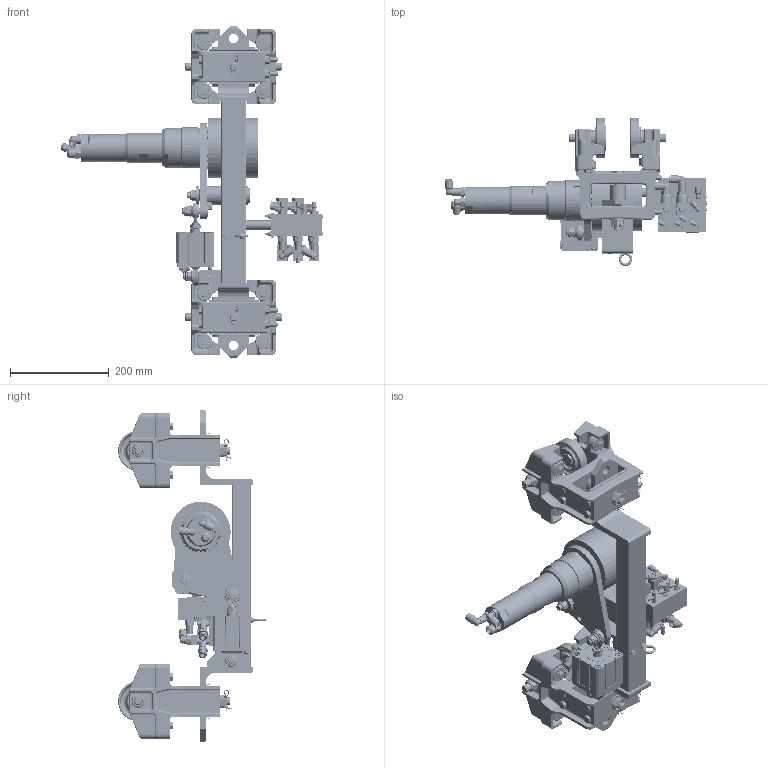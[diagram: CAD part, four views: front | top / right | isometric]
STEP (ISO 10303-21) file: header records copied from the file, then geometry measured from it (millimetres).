
FILE_DESCRIPTION((''),'2;1');
FILE_NAME('UAT-NB-C2-PAT.stp','2011-05-25T06:50:56',('jholman'),(''),'Autodesk Inventor 2011','Autodesk Inventor 2011','');
FILE_SCHEMA(('AUTOMOTIVE_DESIGN { 1 0 10303 214 1 1 1 1 }'));
Products named in the file (92): UAT-NB-C2-PAT; KAT-SMC-CONTROL PACK; NVFA5120-03; 215PNL-6-15; 2203P-6; 219P-6; P3MN; 219P-7_CPY; 3103 04 11; 3109 56 18; 3109 04 14; 3109 60 18; 3175 60 18; 3129 60 18; 2F863; 81540001; 209P-6-4; KAT-NB-C2-T1-HD_501; ND_KAT-NB-C2-T1-HD_501a; ND_KAT-NB-C2-T1-HD_501b; ND_KAT-NB-C2-T1-HD_501c; ND_KAT-NB-C2-T1-HD_501d; ND_KAT-NB-C2-T1-HD_501e; ATDW-480-95A-A; ATDW-480-95A-A_01; ATDW-480-95A-A_02; WRP-ATDW-B; WFP-ATDW-B; ATMP-G3-B; ATPBH-1010-A; TRB-1625_THRUST WASHER; ATPP-1000-3875-A; FF1213-1; ATPP-0500-0625-A; SH-62-1; TRE-8; ATRC-EF1-63-A; COM-8; M12 FLAT WASHER; M12x1.75 NYLON NUT ...
Assembly tree (164 placements, depth 4):
  UAT-NB-C2-PAT
    KAT-SMC-CONTROL PACK
      NVFA5120-03  x3
      215PNL-6-15  x3
      2203P-6  x3
      219P-6  x3
      P3MN  x4
      219P-7_CPY
      3103 04 11  x3
      3109 56 18  x2
      3109 04 14
      3109 60 18  x4
      3175 60 18
      3129 60 18  x2
      2F863  x2
      81540001
      209P-6-4
    KAT-NB-C2-T1-HD_501
      ND_KAT-NB-C2-T1-HD_501a
      ND_KAT-NB-C2-T1-HD_501b
      ND_KAT-NB-C2-T1-HD_501c  x2
      ND_KAT-NB-C2-T1-HD_501d
      ND_KAT-NB-C2-T1-HD_501e
    ATDW-480-95A-A
      ATDW-480-95A-A_01
      ATDW-480-95A-A_02
    WRP-ATDW-B
    WFP-ATDW-B
    ATMP-G3-B
    ATPBH-1010-A
    TRB-1625_THRUST WASHER  x2
    ATPP-1000-3875-A
    FF1213-1  x2
    ATPP-0500-0625-A
    SH-62-1
    TRE-8
    ATRC-EF1-63-A
    COM-8
    M12 FLAT WASHER  x2
    M12x1.75 NYLON NUT  x3
    ATPP-CYL-500-A
    M8 FLAT WASHER  x2
    SHCS M8x1.25x30  x2
    BIMBA-EF-6325 
      BIMBA-EF-6325_a
      BIMBA-EF-6325_b
    BIMBA-EF-6325_b
    12-20 UNF JAM NUT
    SHCS M8x1.25x65  x4
    Nylock Nut, Inch UNC 3-8
    SS-3238-24
    3129 60 18
    3109 60 18
    KAT-NB-C2-HD_503
      ND_KAT-NB-C2-HD_503a
      ND_KAT-NB-C2-HD_503b
      ND_KAT-NB-C2-HD_503c
    119307-250  x2
    3175 60 14  x2
    M6x1 NYLON NUT  x2
Bounding box: 532.28 x 299.34 x 673.1 mm (x, y, z)
Volume: 6301921.2 mm3; surface area: 1699409 mm2
Topology: 233 solids, 233 shells, 7014 faces, 16166 edges, 9701 vertices
Faces by surface type: plane 2432, cylinder 2201, cone 752, bspline 742, torus 613, sphere 274
Full cylindrical faces by diameter (mm): 0.775 x2, 1.5 x2, 2.5 x2, 2.54 x1, 3 x2, 3.454 x3, 3.969 x2, 4 x14, 4.166 x6, 4.2 x2, 4.6 x2, 4.75 x3, 4.763 x9, 5 x6, 5.9 x2, 6 x12, 6.2 x2, 6.3 x2, 6.35 x1, 6.38 x6, 6.647 x6, 6.7 x6, 7 x16, 7.798 x16, 8 x21, 8.026 x1, 8.3 x3, 8.38 x6, 8.4 x2, 8.5 x2
Entity records: 73057 total; most frequent: CARTESIAN_POINT 17705, DIRECTION 11460, ORIENTED_EDGE 9818, EDGE_CURVE 4909, AXIS2_PLACEMENT_3D 4690, VERTEX_POINT 3293, EDGE_LOOP 3222, FACE_OUTER_BOUND 2387
